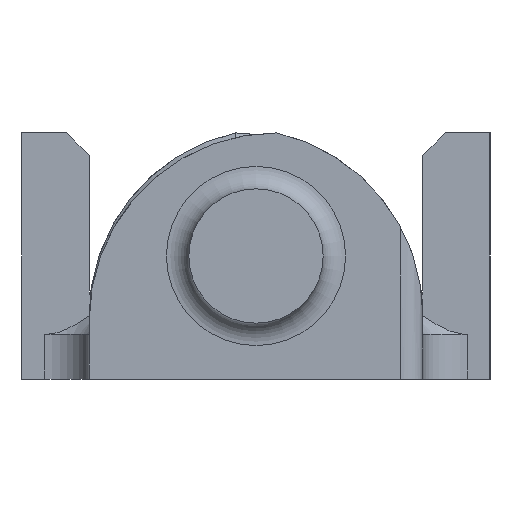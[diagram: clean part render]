
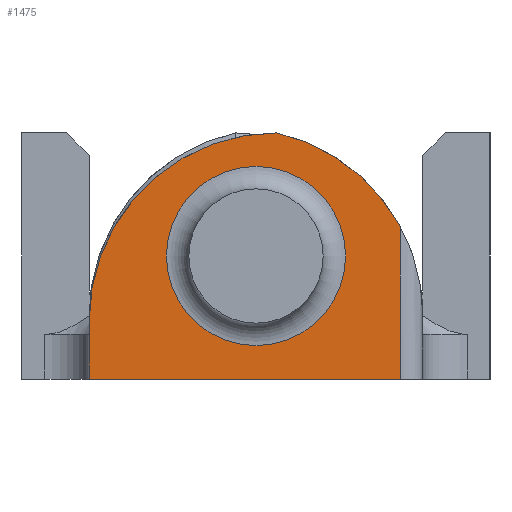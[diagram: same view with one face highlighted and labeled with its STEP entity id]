
A CAD part, left-side view. The second image highlights one B-rep face of the part: STEP entity #1475.
In plain terms, the highlighted planar face has unit normal (-1, 0, 0).
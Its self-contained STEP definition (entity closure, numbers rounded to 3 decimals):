
#15=FACE_BOUND('',#275,.T.);
#124=PLANE('',#1581);
#192=FACE_OUTER_BOUND('',#274,.T.);
#274=EDGE_LOOP('',(#1215,#1216,#1217,#1218,#1219));
#275=EDGE_LOOP('',(#1220,#1221));
#361=LINE('',#2748,#485);
#399=LINE('',#2844,#523);
#400=LINE('',#2845,#524);
#485=VECTOR('',#1760,10.);
#523=VECTOR('',#1840,10.);
#524=VECTOR('',#1841,10.);
#580=CIRCLE('',#1557,8.382);
#581=CIRCLE('',#1559,8.382);
#588=CIRCLE('',#1578,4.);
#589=CIRCLE('',#1579,4.);
#688=VERTEX_POINT('',#2727);
#689=VERTEX_POINT('',#2729);
#690=VERTEX_POINT('',#2740);
#692=VERTEX_POINT('',#2746);
#727=VERTEX_POINT('',#2836);
#728=VERTEX_POINT('',#2838);
#729=VERTEX_POINT('',#2843);
#865=EDGE_CURVE('',#688,#689,#580,.T.);
#868=EDGE_CURVE('',#690,#688,#581,.T.);
#871=EDGE_CURVE('',#692,#690,#361,.T.);
#915=EDGE_CURVE('',#727,#728,#588,.T.);
#916=EDGE_CURVE('',#728,#727,#589,.T.);
#918=EDGE_CURVE('',#689,#729,#399,.T.);
#919=EDGE_CURVE('',#692,#729,#400,.T.);
#1215=ORIENTED_EDGE('',*,*,#918,.F.);
#1216=ORIENTED_EDGE('',*,*,#865,.F.);
#1217=ORIENTED_EDGE('',*,*,#868,.F.);
#1218=ORIENTED_EDGE('',*,*,#871,.F.);
#1219=ORIENTED_EDGE('',*,*,#919,.T.);
#1220=ORIENTED_EDGE('',*,*,#916,.F.);
#1221=ORIENTED_EDGE('',*,*,#915,.F.);
#1475=ADVANCED_FACE('',(#192,#15),#124,.T.);
#1557=AXIS2_PLACEMENT_3D('',#2730,#1749,#1750);
#1559=AXIS2_PLACEMENT_3D('',#2742,#1754,#1755);
#1578=AXIS2_PLACEMENT_3D('',#2839,#1832,#1833);
#1579=AXIS2_PLACEMENT_3D('',#2840,#1834,#1835);
#1581=AXIS2_PLACEMENT_3D('',#2842,#1838,#1839);
#1749=DIRECTION('center_axis',(1.,0.,0.));
#1750=DIRECTION('ref_axis',(0.,-0.222,0.975));
#1754=DIRECTION('center_axis',(1.,0.,0.));
#1755=DIRECTION('ref_axis',(0.,0.707,0.707));
#1760=DIRECTION('',(0.,0.,1.));
#1832=DIRECTION('center_axis',(-1.,0.,0.));
#1833=DIRECTION('ref_axis',(0.,0.,1.));
#1834=DIRECTION('center_axis',(-1.,0.,0.));
#1835=DIRECTION('ref_axis',(0.,0.,1.));
#1838=DIRECTION('center_axis',(-1.,0.,0.));
#1839=DIRECTION('ref_axis',(0.,0.,1.));
#1840=DIRECTION('',(0.,0.,-1.));
#1841=DIRECTION('',(0.,-1.,0.));
#2727=CARTESIAN_POINT('',(-6.4,9.519,11.));
#2729=CARTESIAN_POINT('',(-6.4,4.,6.798));
#2730=CARTESIAN_POINT('Origin',(-6.4,11.382,2.828));
#2740=CARTESIAN_POINT('',(-6.4,17.9,2.619));
#2742=CARTESIAN_POINT('Origin',(-6.4,9.519,2.619));
#2746=CARTESIAN_POINT('',(-6.4,17.9,0.));
#2748=CARTESIAN_POINT('',(-6.4,17.9,3.));
#2836=CARTESIAN_POINT('',(-6.4,10.45,9.5));
#2838=CARTESIAN_POINT('',(-6.4,10.45,1.5));
#2839=CARTESIAN_POINT('Origin',(-6.4,10.45,5.5));
#2840=CARTESIAN_POINT('Origin',(-6.4,10.45,5.5));
#2842=CARTESIAN_POINT('Origin',(-6.4,10.45,1.5));
#2843=CARTESIAN_POINT('',(-6.4,4.,0.));
#2844=CARTESIAN_POINT('',(-6.4,4.,0.75));
#2845=CARTESIAN_POINT('',(-6.4,3.,0.));
